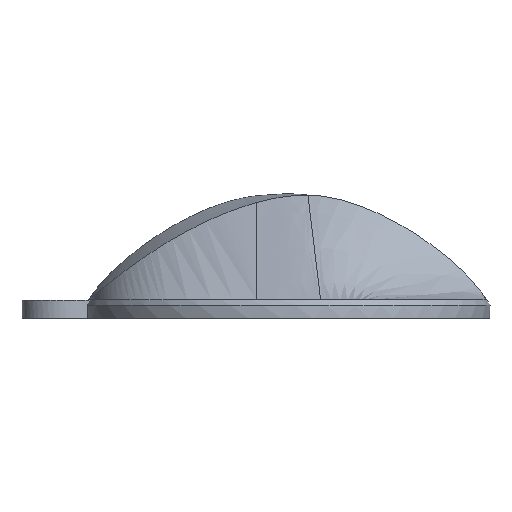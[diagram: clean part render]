
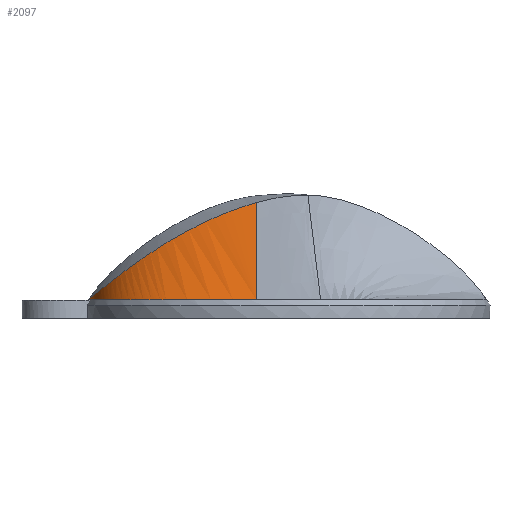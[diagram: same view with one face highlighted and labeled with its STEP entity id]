
A CAD part, left-side view. The second image highlights one B-rep face of the part: STEP entity #2097.
In plain terms, the highlighted free-form (B-spline) face has degree [5, 1] with [6, 2] control points.
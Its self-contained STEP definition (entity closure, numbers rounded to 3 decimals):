
#576 = VERTEX_POINT('',#577);
#577 = CARTESIAN_POINT('',(13.303,84.378,
    0.));
#583 = EDGE_CURVE('',#584,#576,#586,.T.);
#584 = VERTEX_POINT('',#585);
#585 = CARTESIAN_POINT('',(-24.513,13.312,
    41.703));
#586 = B_SPLINE_CURVE_WITH_KNOTS('',3,(#587,#588,#589,#590,#591,#592,
    #593,#594,#595,#596,#597,#598,#599,#600,#601,#602,#603,#604,#605,
    #606,#607,#608,#609,#610,#611,#612,#613,#614,#615,#616,#617,#618,
    #619,#620,#621,#622,#623,#624,#625,#626,#627,#628,#629,#630,#631,
    #632,#633,#634,#635,#636),.UNSPECIFIED.,.F.,.F.,(4,1,1,1,1,1,1,1,1,1
    ,1,1,1,1,1,1,1,1,1,1,1,1,1,1,1,1,1,1,1,1,1,1,1,1,1,1,1,1,1,1,1,1,1,1
    ,1,1,1,4),(0.,0.021,0.043,
    0.064,0.085,0.106,0.128,
    0.149,0.17,0.191,0.213,
    0.234,0.255,0.277,0.298,
    0.319,0.34,0.362,0.383,
    0.404,0.426,0.447,0.468,
    0.489,0.511,0.532,0.553,
    0.574,0.596,0.617,0.638,
    0.66,0.681,0.702,0.723,
    0.745,0.766,0.787,0.809,
    0.83,0.851,0.872,0.894,
    0.915,0.936,0.957,0.979,1.),
  .UNSPECIFIED.);
#587 = CARTESIAN_POINT('',(-24.513,13.312,
    41.703));
#588 = CARTESIAN_POINT('',(-25.118,14.353,
    41.413));
#589 = CARTESIAN_POINT('',(-26.277,16.441,
    40.799));
#590 = CARTESIAN_POINT('',(-27.862,19.589,
    39.778));
#591 = CARTESIAN_POINT('',(-29.29,22.745,
    38.662));
#592 = CARTESIAN_POINT('',(-30.561,25.903,
    37.458));
#593 = CARTESIAN_POINT('',(-31.672,29.056,
    36.17));
#594 = CARTESIAN_POINT('',(-32.621,32.196,
    34.804));
#595 = CARTESIAN_POINT('',(-33.407,35.314,
    33.368));
#596 = CARTESIAN_POINT('',(-34.029,38.403,31.868)
  );
#597 = CARTESIAN_POINT('',(-34.487,41.452,
    30.313));
#598 = CARTESIAN_POINT('',(-34.78,44.451,
    28.712));
#599 = CARTESIAN_POINT('',(-34.911,47.39,
    27.073));
#600 = CARTESIAN_POINT('',(-34.882,50.256,
    25.41));
#601 = CARTESIAN_POINT('',(-34.696,53.039,
    23.733));
#602 = CARTESIAN_POINT('',(-34.357,55.727,
    22.055));
#603 = CARTESIAN_POINT('',(-33.874,58.308,
    20.389));
#604 = CARTESIAN_POINT('',(-33.254,60.772,
    18.75));
#605 = CARTESIAN_POINT('',(-32.507,63.11,
    17.151));
#606 = CARTESIAN_POINT('',(-31.645,65.314,
    15.604));
#607 = CARTESIAN_POINT('',(-30.673,67.388,
    14.115));
#608 = CARTESIAN_POINT('',(-29.661,69.23,
    12.765));
#609 = CARTESIAN_POINT('',(-28.629,70.865,
    11.547));
#610 = CARTESIAN_POINT('',(-27.586,72.325,
    10.444));
#611 = CARTESIAN_POINT('',(-26.534,73.638,
    9.441));
#612 = CARTESIAN_POINT('',(-25.476,74.826,
    8.526));
#613 = CARTESIAN_POINT('',(-24.409,75.906,
    7.686));
#614 = CARTESIAN_POINT('',(-23.333,76.896,
    6.913));
#615 = CARTESIAN_POINT('',(-22.244,77.806,
    6.199));
#616 = CARTESIAN_POINT('',(-21.137,78.647,
    5.537));
#617 = CARTESIAN_POINT('',(-20.008,79.428,
    4.922));
#618 = CARTESIAN_POINT('',(-18.851,80.154,4.348
    ));
#619 = CARTESIAN_POINT('',(-17.66,80.832,
    3.814));
#620 = CARTESIAN_POINT('',(-16.427,81.465,
    3.315));
#621 = CARTESIAN_POINT('',(-15.145,82.055,
    2.851));
#622 = CARTESIAN_POINT('',(-13.806,82.605,
    2.42));
#623 = CARTESIAN_POINT('',(-12.401,83.113,
    2.022));
#624 = CARTESIAN_POINT('',(-10.919,83.58,
    1.657));
#625 = CARTESIAN_POINT('',(-9.349,84.002,
    1.326));
#626 = CARTESIAN_POINT('',(-7.682,84.377,
    1.031));
#627 = CARTESIAN_POINT('',(-5.904,84.699,
    0.772));
#628 = CARTESIAN_POINT('',(-4.004,84.961,
    0.551));
#629 = CARTESIAN_POINT('',(-1.97,85.156,
    0.37));
#630 = CARTESIAN_POINT('',(0.206,85.276,0.229
    ));
#631 = CARTESIAN_POINT('',(2.535,85.309,0.126)
  );
#632 = CARTESIAN_POINT('',(5.019,85.246,
    0.059));
#633 = CARTESIAN_POINT('',(7.653,85.077,
    0.021));
#634 = CARTESIAN_POINT('',(10.437,84.793,
    0.004));
#635 = CARTESIAN_POINT('',(12.335,84.53,
    0.001));
#636 = CARTESIAN_POINT('',(13.303,84.378,
    0.));
#1584 = EDGE_CURVE('',#1585,#584,#1587,.T.);
#1585 = VERTEX_POINT('',#1586);
#1586 = CARTESIAN_POINT('',(-24.513,13.312,0.));
#1587 = B_SPLINE_CURVE_WITH_KNOTS('',1,(#1588,#1589),.UNSPECIFIED.,.F.,
  .F.,(2,2),(0.,36.616),.PIECEWISE_BEZIER_KNOTS.);
#1588 = CARTESIAN_POINT('',(-24.513,13.312,0.));
#1589 = CARTESIAN_POINT('',(-24.513,13.312,
    41.703));
#2048 = EDGE_CURVE('',#2049,#576,#2051,.T.);
#2049 = VERTEX_POINT('',#2050);
#2050 = CARTESIAN_POINT('',(-34.748,52.12,0.));
#2051 = B_SPLINE_CURVE_WITH_KNOTS('',3,(#2052,#2053,#2054,#2055,#2056,
    #2057,#2058,#2059,#2060,#2061,#2062,#2063,#2064,#2065,#2066,#2067,
    #2068,#2069,#2070,#2071,#2072,#2073,#2074,#2075,#2076,#2077,#2078,
    #2079,#2080,#2081,#2082,#2083),.UNSPECIFIED.,.F.,.F.,(4,1,1,1,1,1,1,
    1,1,1,1,1,1,1,1,1,1,1,1,1,1,1,1,1,1,1,1,1,1,4),(0.,
    0.034,0.069,0.103,0.138,
    0.172,0.207,0.241,0.276,
    0.31,0.345,0.379,0.414,
    0.448,0.483,0.517,0.552,
    0.586,0.621,0.655,0.69,
    0.724,0.759,0.793,0.828,
    0.862,0.897,0.931,0.966,1.),
  .UNSPECIFIED.);
#2052 = CARTESIAN_POINT('',(-34.748,52.12,0.));
#2053 = CARTESIAN_POINT('',(-34.682,52.984,0.));
#2054 = CARTESIAN_POINT('',(-34.505,54.674,0.));
#2055 = CARTESIAN_POINT('',(-34.118,57.091,0.));
#2056 = CARTESIAN_POINT('',(-33.617,59.392,0.));
#2057 = CARTESIAN_POINT('',(-33.01,61.577,0.));
#2058 = CARTESIAN_POINT('',(-32.306,63.649,0.));
#2059 = CARTESIAN_POINT('',(-31.51,65.611,0.));
#2060 = CARTESIAN_POINT('',(-30.63,67.465,0.));
#2061 = CARTESIAN_POINT('',(-29.668,69.215,0.));
#2062 = CARTESIAN_POINT('',(-28.631,70.865,0.));
#2063 = CARTESIAN_POINT('',(-27.519,72.418,0.));
#2064 = CARTESIAN_POINT('',(-26.336,73.877,
    0.));
#2065 = CARTESIAN_POINT('',(-25.082,75.246,
    0.));
#2066 = CARTESIAN_POINT('',(-23.756,76.528,
    0.));
#2067 = CARTESIAN_POINT('',(-22.357,77.726,
    0.));
#2068 = CARTESIAN_POINT('',(-20.882,78.84,
    0.));
#2069 = CARTESIAN_POINT('',(-19.328,79.874,
    0.));
#2070 = CARTESIAN_POINT('',(-17.689,80.827,
    0.));
#2071 = CARTESIAN_POINT('',(-15.959,81.699,
    0.));
#2072 = CARTESIAN_POINT('',(-14.128,82.489,
    0.));
#2073 = CARTESIAN_POINT('',(-12.188,83.195,
    0.));
#2074 = CARTESIAN_POINT('',(-10.123,83.813,
    0.));
#2075 = CARTESIAN_POINT('',(-7.92,84.338,
    0.));
#2076 = CARTESIAN_POINT('',(-5.56,84.762,
    0.));
#2077 = CARTESIAN_POINT('',(-3.019,85.076,
    0.));
#2078 = CARTESIAN_POINT('',(-0.271,85.267,
    0.));
#2079 = CARTESIAN_POINT('',(2.716,85.318,
    0.));
#2080 = CARTESIAN_POINT('',(5.964,85.209,
    0.));
#2081 = CARTESIAN_POINT('',(9.512,84.911,
    0.));
#2082 = CARTESIAN_POINT('',(12.013,84.58,
    0.));
#2083 = CARTESIAN_POINT('',(13.303,84.378,
    0.));
#2097 = ADVANCED_FACE('',(#2098),#2113,.F.);
#2098 = FACE_BOUND('',#2099,.F.);
#2099 = EDGE_LOOP('',(#2100,#2101,#2102,#2112));
#2100 = ORIENTED_EDGE('',*,*,#583,.F.);
#2101 = ORIENTED_EDGE('',*,*,#1584,.F.);
#2102 = ORIENTED_EDGE('',*,*,#2103,.F.);
#2103 = EDGE_CURVE('',#2049,#1585,#2104,.T.);
#2104 = B_SPLINE_CURVE_WITH_KNOTS('',3,(#2105,#2106,#2107,#2108,#2109,
    #2110,#2111),.UNSPECIFIED.,.F.,.F.,(4,1,1,1,4),(0.,0.25,0.5,0.75,1.)
  ,.QUASI_UNIFORM_KNOTS.);
#2105 = CARTESIAN_POINT('',(-34.748,52.12,0.));
#2106 = CARTESIAN_POINT('',(-34.949,49.505,0.));
#2107 = CARTESIAN_POINT('',(-34.946,43.933,0.));
#2108 = CARTESIAN_POINT('',(-33.473,34.601,0.));
#2109 = CARTESIAN_POINT('',(-30.239,24.381,0.));
#2110 = CARTESIAN_POINT('',(-26.693,17.065,0.));
#2111 = CARTESIAN_POINT('',(-24.513,13.312,0.));
#2112 = ORIENTED_EDGE('',*,*,#2048,.T.);
#2113 = B_SPLINE_SURFACE_WITH_KNOTS('',5,1,(
    (#2114,#2115)
    ,(#2116,#2117)
    ,(#2118,#2119)
    ,(#2120,#2121)
    ,(#2122,#2123)
    ,(#2124,#2125
    )),.UNSPECIFIED.,.F.,.F.,.F.,(6,6),(2,2),(0.004,
    0.98),(0.,36.616),
  .PIECEWISE_BEZIER_KNOTS.);
#2114 = CARTESIAN_POINT('',(-24.513,13.312,
    0.));
#2115 = CARTESIAN_POINT('',(-24.513,13.312,
    41.703));
#2116 = CARTESIAN_POINT('',(-45.806,49.965,
    0.));
#2117 = CARTESIAN_POINT('',(-45.806,49.965,
    41.703));
#2118 = CARTESIAN_POINT('',(-34.676,79.114,
    0.));
#2119 = CARTESIAN_POINT('',(-34.676,79.114,
    41.703));
#2120 = CARTESIAN_POINT('',(-18.302,85.606,
    0.));
#2121 = CARTESIAN_POINT('',(-18.302,85.606,
    41.703));
#2122 = CARTESIAN_POINT('',(-2.158,86.808,
    0.));
#2123 = CARTESIAN_POINT('',(-2.158,86.808,
    41.703));
#2124 = CARTESIAN_POINT('',(13.303,84.377,
    0.));
#2125 = CARTESIAN_POINT('',(13.303,84.377,
    41.703));
